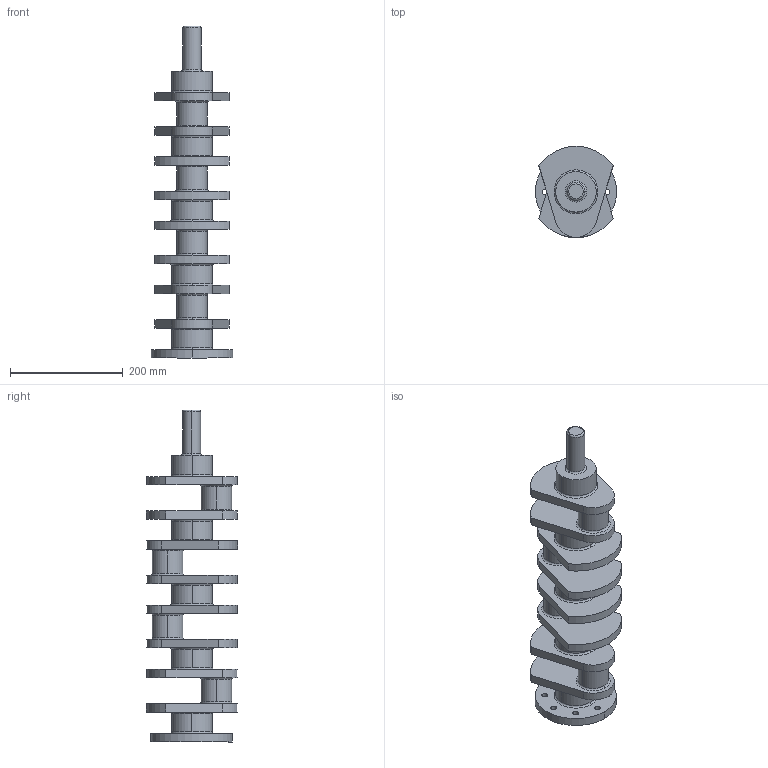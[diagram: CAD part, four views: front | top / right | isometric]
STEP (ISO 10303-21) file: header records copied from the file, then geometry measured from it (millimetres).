
FILE_DESCRIPTION (( 'STEP AP203' ), '1' );
FILE_NAME ('crank shaft.STEP', '2025-06-28T11:34:49', ( '' ), ( '' ), 'SwSTEP 2.0', 'SolidWorks 2025', '' );
FILE_SCHEMA (( 'CONFIG_CONTROL_DESIGN' ));
Length unit declared in the file: millimetre
Products named in the file (1): crank shaft
Bounding box: 144 x 161.5 x 589 mm (x, y, z)
Volume: 3274484 mm3; surface area: 360279.1 mm2
Topology: 1 solids, 1 shells, 128 faces, 312 edges, 204 vertices
Faces by surface type: cylinder 54, torus 38, plane 36
Entity records: 3979 total; most frequent: DIRECTION 780, CARTESIAN_POINT 645, ORIENTED_EDGE 624, AXIS2_PLACEMENT_3D 339, EDGE_CURVE 312, CIRCLE 210, VERTEX_POINT 204, EDGE_LOOP 162
